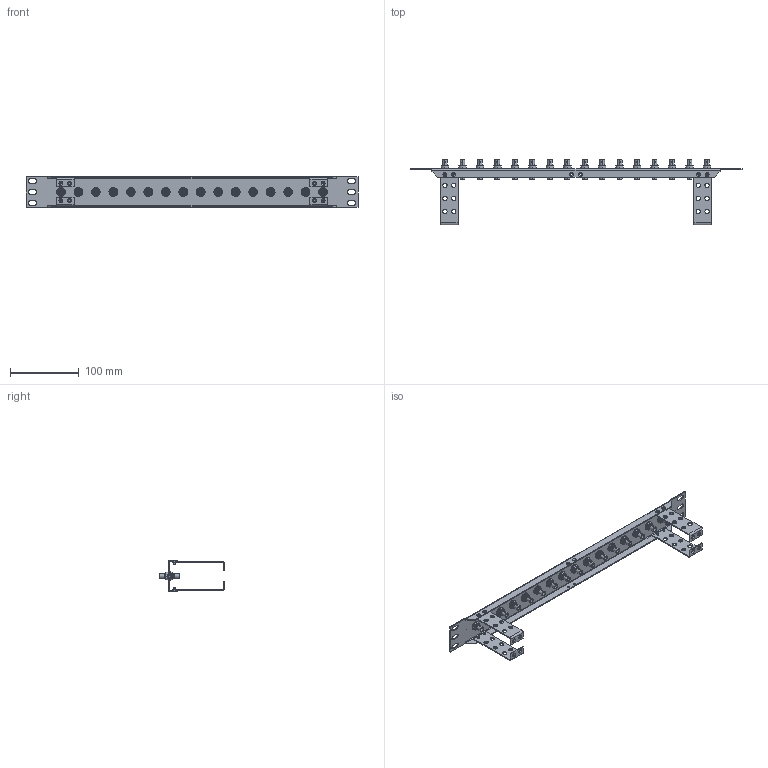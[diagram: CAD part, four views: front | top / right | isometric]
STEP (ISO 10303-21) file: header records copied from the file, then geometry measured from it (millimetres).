
FILE_DESCRIPTION (( 'STEP AP214' ), '1' );
FILE_NAME ('PR175ST16CMB-SM.STEP', '2017-05-25T13:04:18', ( 'L-Com' ), ( 'L-Com Global Connectivity' ), 'SwSTEP 2.0', 'SolidWorks 2014', '' );
FILE_SCHEMA (( 'AUTOMOTIVE_DESIGN' ));
Length unit declared in the file: inch
Products named in the file (8): FOA-001A_.06 OFFSET; 3AA02-001; 3AA03-001; FOA-001A; 3AA01-030_4-40 x .187 FLAT HEAD SCREW; PR-CMB-B175; PR175ST16CMB-MA1; PR175ST16CMB-SM
Assembly tree (32 placements, depth 3):
  PR175ST16CMB-SM
    PR175ST16CMB-MA1
    PR-CMB-B175  x4
    3AA01-030_4-40 x .187 FLAT HEAD SCREW  x8
    FOA-001A_.06 OFFSET  x16
      FOA-001A
      3AA03-001
      3AA02-001
Bounding box: 482.6 x 94.74 x 43.94 mm (x, y, z)
Volume: 74240.1 mm3; surface area: 106144.5 mm2
Topology: 61 solids, 61 shells, 4293 faces, 11896 edges, 7824 vertices
Faces by surface type: cylinder 1816, plane 1661, cone 536, bspline 152, torus 128
Entity records: 38558 total; most frequent: CARTESIAN_POINT 11451, ORIENTED_EDGE 4380, DIRECTION 3624, EDGE_CURVE 2190, VERTEX_POINT 1446, VECTOR 1410, LINE 1410, AXIS2_PLACEMENT_3D 1107
